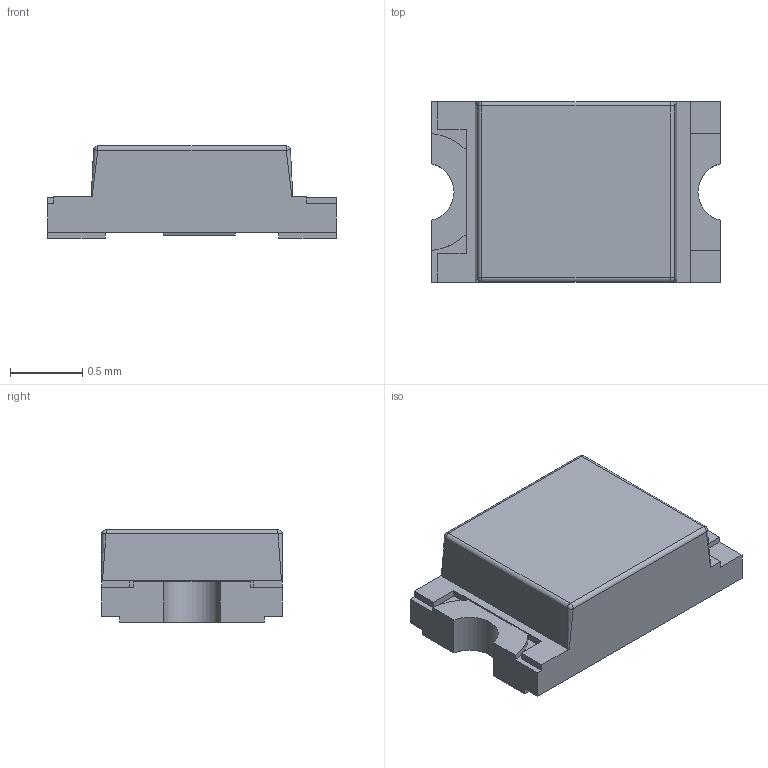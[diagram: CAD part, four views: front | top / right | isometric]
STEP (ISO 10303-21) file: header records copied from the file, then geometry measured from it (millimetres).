
FILE_DESCRIPTION((''),'2;1');
FILE_NAME('4500521863X23','2023-12-18T14:17:49',('JGoswami'),(''),'CREO PARAMETRIC BY PTC INC, 2021304','CREO PARAMETRIC BY PTC INC, 2021304','');
FILE_SCHEMA(('CONFIG_CONTROL_DESIGN'));
Length unit declared in the file: inch
Products named in the file (1): 4500521863X23
Bounding box: 2 x 1.25 x 0.64 mm (x, y, z)
Volume: 1.2 mm3; surface area: 8.7 mm2
Topology: 1 solids, 2 shells, 69 faces, 180 edges, 114 vertices
Faces by surface type: plane 50, cylinder 11, bspline 4, sphere 4
Entity records: 2171 total; most frequent: CARTESIAN_POINT 474, ORIENTED_EDGE 352, DIRECTION 322, EDGE_CURVE 176, VECTOR 136, LINE 136, VERTEX_POINT 114, AXIS2_PLACEMENT_3D 93
